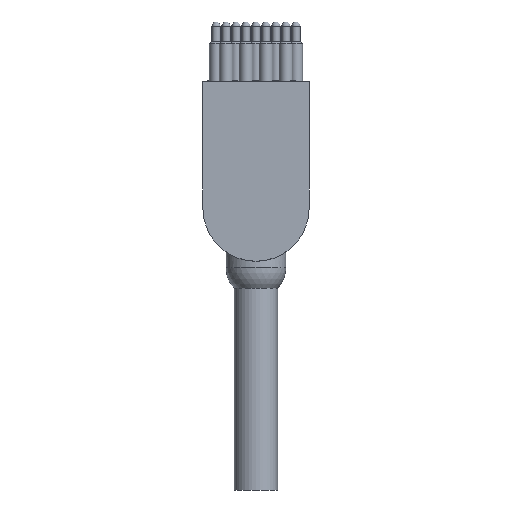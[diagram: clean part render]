
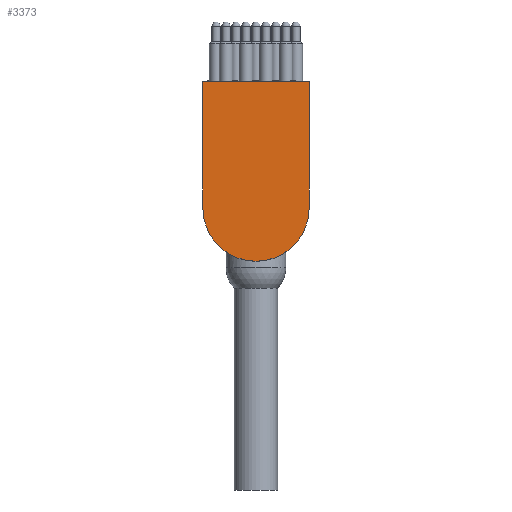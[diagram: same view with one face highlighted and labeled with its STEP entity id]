
A CAD part, front view. The second image highlights one B-rep face of the part: STEP entity #3373.
In plain terms, the highlighted planar face has unit normal (0, -1, 0).
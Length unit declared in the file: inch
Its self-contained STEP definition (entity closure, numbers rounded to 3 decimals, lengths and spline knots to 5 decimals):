
#141=CIRCLE('',#3573,0.5);
#142=CIRCLE('',#3574,0.5);
#571=FACE_OUTER_BOUND('',#768,.T.);
#768=EDGE_LOOP('',(#2724,#2725,#2726,#2727,#2728));
#1043=LINE('',#9072,#1283);
#1044=LINE('',#9078,#1284);
#1045=LINE('',#9079,#1285);
#1283=VECTOR('',#4148,39.37008);
#1284=VECTOR('',#4153,39.37008);
#1285=VECTOR('',#4154,39.37008);
#1594=VERTEX_POINT('',#9070);
#1595=VERTEX_POINT('',#9071);
#1596=VERTEX_POINT('',#9073);
#1597=VERTEX_POINT('',#9075);
#1598=VERTEX_POINT('',#9077);
#2045=EDGE_CURVE('',#1594,#1595,#1043,.T.);
#2046=EDGE_CURVE('',#1596,#1594,#141,.T.);
#2047=EDGE_CURVE('',#1597,#1596,#142,.T.);
#2048=EDGE_CURVE('',#1598,#1597,#1044,.T.);
#2049=EDGE_CURVE('',#1595,#1598,#1045,.T.);
#2724=ORIENTED_EDGE('',*,*,#2045,.F.);
#2725=ORIENTED_EDGE('',*,*,#2046,.F.);
#2726=ORIENTED_EDGE('',*,*,#2047,.F.);
#2727=ORIENTED_EDGE('',*,*,#2048,.F.);
#2728=ORIENTED_EDGE('',*,*,#2049,.F.);
#3226=PLANE('',#3572);
#3373=ADVANCED_FACE('',(#571),#3226,.F.);
#3572=AXIS2_PLACEMENT_3D('',#9069,#4146,#4147);
#3573=AXIS2_PLACEMENT_3D('',#9074,#4149,#4150);
#3574=AXIS2_PLACEMENT_3D('',#9076,#4151,#4152);
#4146=DIRECTION('center_axis',(0.,1.,0.));
#4147=DIRECTION('ref_axis',(0.,0.,1.));
#4148=DIRECTION('',(0.,0.,1.));
#4149=DIRECTION('center_axis',(0.,1.,0.));
#4150=DIRECTION('ref_axis',(0.,0.,1.));
#4151=DIRECTION('center_axis',(0.,1.,0.));
#4152=DIRECTION('ref_axis',(0.,0.,1.));
#4153=DIRECTION('',(0.,0.,-1.));
#4154=DIRECTION('',(1.,0.,0.));
#9069=CARTESIAN_POINT('Origin',(0.,-0.281,-1.1875));
#9070=CARTESIAN_POINT('',(-0.5,-0.281,-1.1875));
#9071=CARTESIAN_POINT('',(-0.5,-0.281,0.));
#9072=CARTESIAN_POINT('',(-0.5,-0.281,-1.1875));
#9073=CARTESIAN_POINT('',(0.,-0.281,-1.6875));
#9074=CARTESIAN_POINT('Origin',(0.,-0.281,-1.1875));
#9075=CARTESIAN_POINT('',(0.5,-0.281,-1.1875));
#9076=CARTESIAN_POINT('Origin',(0.,-0.281,-1.1875));
#9077=CARTESIAN_POINT('',(0.5,-0.281,0.));
#9078=CARTESIAN_POINT('',(0.5,-0.281,0.));
#9079=CARTESIAN_POINT('',(-0.5,-0.281,0.));
